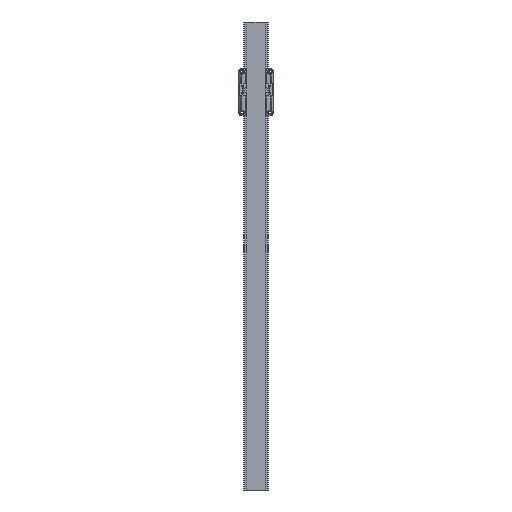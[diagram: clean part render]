
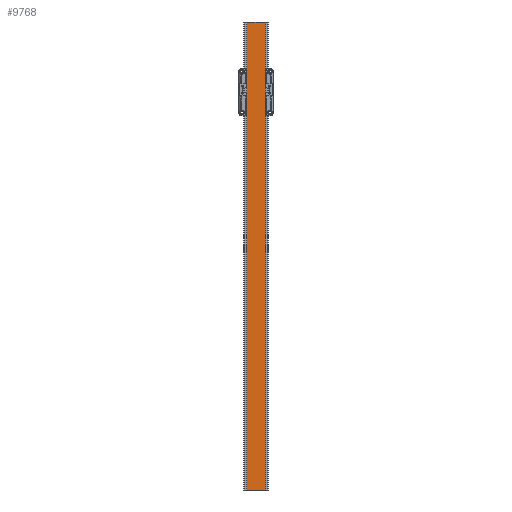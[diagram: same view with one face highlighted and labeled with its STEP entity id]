
A CAD part, front view. The second image highlights one B-rep face of the part: STEP entity #9768.
In plain terms, the highlighted planar face has unit normal (0, -1, 0).
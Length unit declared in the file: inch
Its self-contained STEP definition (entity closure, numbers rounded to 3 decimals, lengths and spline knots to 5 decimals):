
#78 = VECTOR ( 'NONE', #14622, 39.37008 ) ;
#480 = CARTESIAN_POINT ( 'NONE',  ( -0.76033, -0.63387, 0. ) ) ;
#1107 = DIRECTION ( 'NONE',  ( 0., 0., -1. ) ) ;
#1556 = EDGE_CURVE ( 'NONE', #5068, #15444, #2721, .T. ) ;
#1858 = VERTEX_POINT ( 'NONE', #15510 ) ;
#2137 = CARTESIAN_POINT ( 'NONE',  ( -0.76033, -0.63387, -15.748 ) ) ;
#2520 = VECTOR ( 'NONE', #11485, 39.37008 ) ;
#2721 = LINE ( 'NONE', #3619, #5102 ) ;
#3619 = CARTESIAN_POINT ( 'NONE',  ( 0.76033, -0.63387, -39.37008 ) ) ;
#3870 = ORIENTED_EDGE ( 'NONE', *, *, #12229, .T. ) ;
#4896 = LINE ( 'NONE', #9996, #78 ) ;
#5068 = VERTEX_POINT ( 'NONE', #13709 ) ;
#5102 = VECTOR ( 'NONE', #12466, 39.37008 ) ;
#5510 = ORIENTED_EDGE ( 'NONE', *, *, #8101, .F. ) ;
#5819 = PLANE ( 'NONE',  #6783 ) ;
#6783 = AXIS2_PLACEMENT_3D ( 'NONE', #2137, #12037, #1107 ) ;
#6919 = CARTESIAN_POINT ( 'NONE',  ( 0.76033, -0.63387, -39.37008 ) ) ;
#7038 = CARTESIAN_POINT ( 'NONE',  ( -0.76033, -0.63387, 0. ) ) ;
#7898 = LINE ( 'NONE', #480, #2520 ) ;
#7957 = ORIENTED_EDGE ( 'NONE', *, *, #1556, .T. ) ;
#8101 = EDGE_CURVE ( 'NONE', #5068, #13693, #4896, .T. ) ;
#8140 = FACE_OUTER_BOUND ( 'NONE', #15283, .T. ) ;
#8405 = LINE ( 'NONE', #13489, #9659 ) ;
#9659 = VECTOR ( 'NONE', #12214, 39.37008 ) ;
#9768 = ADVANCED_FACE ( 'NONE', ( #8140 ), #5819, .T. ) ;
#9996 = CARTESIAN_POINT ( 'NONE',  ( -0.76033, -0.63387, -15.748 ) ) ;
#11485 = DIRECTION ( 'NONE',  ( 1., 0., 0. ) ) ;
#12037 = DIRECTION ( 'NONE',  ( 0., -1., 0. ) ) ;
#12214 = DIRECTION ( 'NONE',  ( 0., 0., 1. ) ) ;
#12229 = EDGE_CURVE ( 'NONE', #15444, #1858, #8405, .T. ) ;
#12383 = EDGE_CURVE ( 'NONE', #13693, #1858, #7898, .T. ) ;
#12466 = DIRECTION ( 'NONE',  ( 1., 0., 0. ) ) ;
#13489 = CARTESIAN_POINT ( 'NONE',  ( 0.76033, -0.63387, -15.748 ) ) ;
#13693 = VERTEX_POINT ( 'NONE', #7038 ) ;
#13709 = CARTESIAN_POINT ( 'NONE',  ( -0.76033, -0.63387, -39.37008 ) ) ;
#14622 = DIRECTION ( 'NONE',  ( 0., 0., 1. ) ) ;
#14639 = ORIENTED_EDGE ( 'NONE', *, *, #12383, .F. ) ;
#15283 = EDGE_LOOP ( 'NONE', ( #14639, #5510, #7957, #3870 ) ) ;
#15444 = VERTEX_POINT ( 'NONE', #6919 ) ;
#15510 = CARTESIAN_POINT ( 'NONE',  ( 0.76033, -0.63387, 0. ) ) ;
